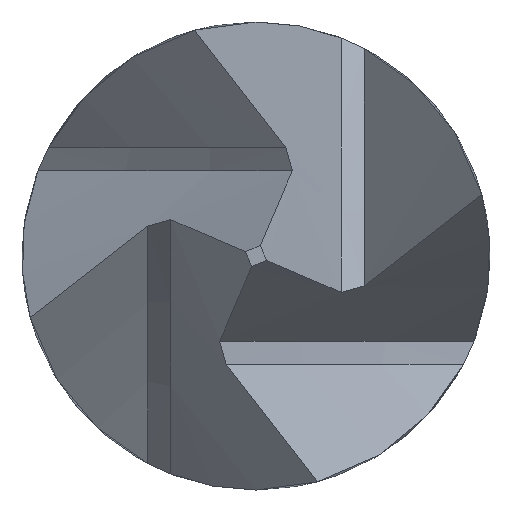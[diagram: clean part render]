
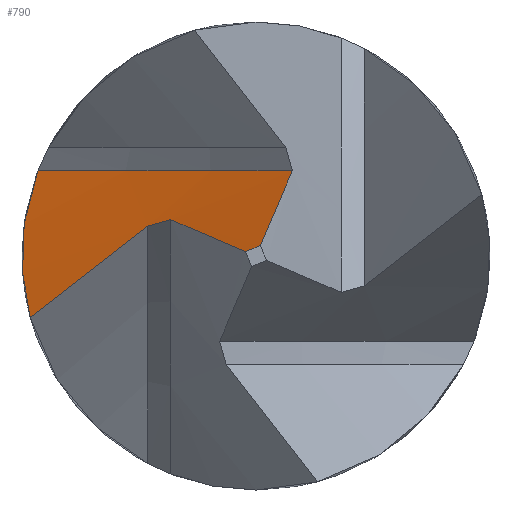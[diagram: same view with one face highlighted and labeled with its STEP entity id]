
A CAD part, left-side view. The second image highlights one B-rep face of the part: STEP entity #790.
In plain terms, the highlighted conical face has half-angle 61 degrees and reference radius 9.525 mm.
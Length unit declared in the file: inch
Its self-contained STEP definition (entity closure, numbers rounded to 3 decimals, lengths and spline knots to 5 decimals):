
#7 = CARTESIAN_POINT ( 'NONE',  ( -0.50997, 0.00411, 0.00169 ) ) ;
#8 = CARTESIAN_POINT ( 'NONE',  ( -0.5165, 0.00124, 0.00051 ) ) ;
#11 = CARTESIAN_POINT ( 'NONE',  ( -0.49619, 0.01271, 0.00351 ) ) ;
#29 = CARTESIAN_POINT ( 'NONE',  ( -0.49646, 0.01181, 0.00376 ) ) ;
#31 = CARTESIAN_POINT ( 'NONE',  ( -0.49673, 0.0109, 0.00401 ) ) ;
#33 = CARTESIAN_POINT ( 'NONE',  ( -0.49701, 0.01, 0.00427 ) ) ;
#35 = VERTEX_POINT ( 'NONE', #710 ) ;
#41 = CARTESIAN_POINT ( 'NONE',  ( -0.75165, 0.27105, 0.01 ) ) ;
#44 = DIRECTION ( 'NONE',  ( 0., 0., -1. ) ) ;
#46 = DIRECTION ( 'NONE',  ( 0., 1., 0. ) ) ;
#78 = CONICAL_SURFACE ( 'NONE', #784, 0.37502, 1.065 ) ;
#102 = CARTESIAN_POINT ( 'NONE',  ( -0.49701, -0.00427, 0.01 ) ) ;
#122 = CIRCLE ( 'NONE', #1534, 0.37502 ) ;
#163 = B_SPLINE_CURVE_WITH_KNOTS ( 'NONE', 3,
 ( #760, #745, #720, #722, #1115, #880 ),
 .UNSPECIFIED., .F., .F.,
 ( 4, 2, 4 ),
 ( 0.00013, 0.0007, 0.00127 ),
 .UNSPECIFIED. ) ;
#208 = CARTESIAN_POINT ( 'NONE',  ( -0.49619, 0.01271, 0.00351 ) ) ;
#240 = EDGE_CURVE ( 'NONE', #903, #35, #1311, .T. ) ;
#258 = CARTESIAN_POINT ( 'NONE',  ( -0.49701, 0.01, 0.00427 ) ) ;
#267 = B_SPLINE_CURVE_WITH_KNOTS ( 'NONE', 3,
 ( #11, #29, #31, #33 ),
 .UNSPECIFIED., .F., .F.,
 ( 4, 4 ),
 ( 0.00001, 0.00008 ),
 .UNSPECIFIED. ) ;
#278 = CARTESIAN_POINT ( 'NONE',  ( -0.49619, 0.01271, 0.00351 ) ) ;
#308 = EDGE_CURVE ( 'NONE', #898, #903, #267, .T. ) ;
#313 = B_SPLINE_CURVE_WITH_KNOTS ( 'NONE', 3,
 ( #621, #1527, #1216, #1217 ),
 .UNSPECIFIED., .F., .F.,
 ( 4, 4 ),
 ( 0.00245, 0.0025 ),
 .UNSPECIFIED. ) ;
#315 = EDGE_CURVE ( 'NONE', #1149, #461, #122, .T. ) ;
#461 = VERTEX_POINT ( 'NONE', #102 ) ;
#543 = ORIENTED_EDGE ( 'NONE', *, *, #315, .F. ) ;
#555 = B_SPLINE_CURVE_WITH_KNOTS ( 'NONE', 3,
 ( #832, #878, #785, #779 ),
 .UNSPECIFIED., .F., .F.,
 ( 4, 4 ),
 ( 0., 0.00055 ),
 .UNSPECIFIED. ) ;
#621 = CARTESIAN_POINT ( 'NONE',  ( -0.5165, -0.00051, 0.00124 ) ) ;
#710 = CARTESIAN_POINT ( 'NONE',  ( -0.5165, 0.00124, 0.00051 ) ) ;
#720 = CARTESIAN_POINT ( 'NONE',  ( -0.48164, 0.0274, 0.0037 ) ) ;
#722 = CARTESIAN_POINT ( 'NONE',  ( -0.49555, 0.02757, -0.00202 ) ) ;
#745 = CARTESIAN_POINT ( 'NONE',  ( -0.47479, 0.02689, 0.00673 ) ) ;
#760 = CARTESIAN_POINT ( 'NONE',  ( -0.46809, 0.02562, 0.01 ) ) ;
#779 = CARTESIAN_POINT ( 'NONE',  ( -0.5165, -0.00051, 0.00124 ) ) ;
#784 = AXIS2_PLACEMENT_3D ( 'NONE', #1559, #1533, #988 ) ;
#785 = CARTESIAN_POINT ( 'NONE',  ( -0.50997, -0.00169, 0.00411 ) ) ;
#790 = ADVANCED_FACE ( 'NONE', ( #1529 ), #78, .F. ) ;
#794 = CARTESIAN_POINT ( 'NONE',  ( -0.50347, 0.00703, 0.00294 ) ) ;
#832 = CARTESIAN_POINT ( 'NONE',  ( -0.49701, -0.00427, 0.01 ) ) ;
#878 = CARTESIAN_POINT ( 'NONE',  ( -0.50347, -0.00294, 0.00703 ) ) ;
#880 = CARTESIAN_POINT ( 'NONE',  ( -0.50974, 0.02654, -0.00722 ) ) ;
#895 = ORIENTED_EDGE ( 'NONE', *, *, #1576, .F. ) ;
#898 = VERTEX_POINT ( 'NONE', #208 ) ;
#903 = VERTEX_POINT ( 'NONE', #258 ) ;
#914 = CARTESIAN_POINT ( 'NONE',  ( -0.5165, -0.00051, 0.00124 ) ) ;
#965 = CARTESIAN_POINT ( 'NONE',  ( -0.50974, 0.02654, -0.00722 ) ) ;
#979 = CARTESIAN_POINT ( 'NONE',  ( -0.50522, 0.02193, -0.00364 ) ) ;
#988 = DIRECTION ( 'NONE',  ( 0., -1., 0. ) ) ;
#1032 = CARTESIAN_POINT ( 'NONE',  ( -0.49701, 0.01, 0.00427 ) ) ;
#1069 = EDGE_CURVE ( 'NONE', #1367, #898, #1074, .T. ) ;
#1074 = B_SPLINE_CURVE_WITH_KNOTS ( 'NONE', 3,
 ( #965, #979, #1087, #278 ),
 .UNSPECIFIED., .F., .F.,
 ( 4, 4 ),
 ( 0.00004, 0.0006 ),
 .UNSPECIFIED. ) ;
#1087 = CARTESIAN_POINT ( 'NONE',  ( -0.5007, 0.01732, -0.00007 ) ) ;
#1115 = CARTESIAN_POINT ( 'NONE',  ( -0.50263, 0.02722, -0.00472 ) ) ;
#1127 = EDGE_CURVE ( 'NONE', #1402, #35, #313, .T. ) ;
#1149 = VERTEX_POINT ( 'NONE', #1619 ) ;
#1216 = CARTESIAN_POINT ( 'NONE',  ( -0.5165, 0.00066, 0.00075 ) ) ;
#1217 = CARTESIAN_POINT ( 'NONE',  ( -0.5165, 0.00124, 0.00051 ) ) ;
#1311 = B_SPLINE_CURVE_WITH_KNOTS ( 'NONE', 3,
 ( #1032, #794, #7, #8 ),
 .UNSPECIFIED., .F., .F.,
 ( 4, 4 ),
 ( 0., 0.00055 ),
 .UNSPECIFIED. ) ;
#1314 = CARTESIAN_POINT ( 'NONE',  ( -0.50974, 0.02654, -0.00722 ) ) ;
#1325 = ORIENTED_EDGE ( 'NONE', *, *, #240, .T. ) ;
#1367 = VERTEX_POINT ( 'NONE', #1314 ) ;
#1386 = ORIENTED_EDGE ( 'NONE', *, *, #1127, .F. ) ;
#1402 = VERTEX_POINT ( 'NONE', #914 ) ;
#1409 = EDGE_LOOP ( 'NONE', ( #1626, #1325, #1386, #895, #543, #1550, #1537 ) ) ;
#1527 = CARTESIAN_POINT ( 'NONE',  ( -0.5165, 0.00007, 0.001 ) ) ;
#1529 = FACE_OUTER_BOUND ( 'NONE', #1409, .T. ) ;
#1533 = DIRECTION ( 'NONE',  ( 0., 0., 1. ) ) ;
#1534 = AXIS2_PLACEMENT_3D ( 'NONE', #41, #44, #46 ) ;
#1537 = ORIENTED_EDGE ( 'NONE', *, *, #1069, .T. ) ;
#1550 = ORIENTED_EDGE ( 'NONE', *, *, #1565, .T. ) ;
#1559 = CARTESIAN_POINT ( 'NONE',  ( -0.75165, 0.27105, 0.01 ) ) ;
#1565 = EDGE_CURVE ( 'NONE', #1149, #1367, #163, .T. ) ;
#1576 = EDGE_CURVE ( 'NONE', #461, #1402, #555, .T. ) ;
#1619 = CARTESIAN_POINT ( 'NONE',  ( -0.46809, 0.02562, 0.01 ) ) ;
#1626 = ORIENTED_EDGE ( 'NONE', *, *, #308, .T. ) ;
